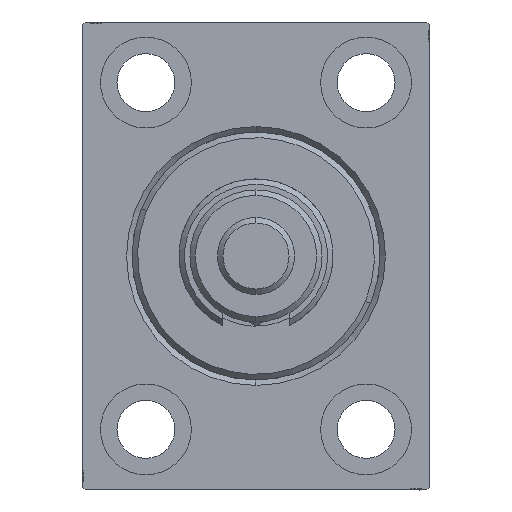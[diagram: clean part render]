
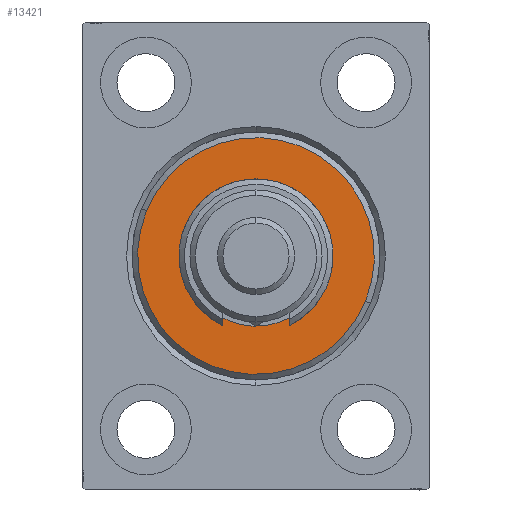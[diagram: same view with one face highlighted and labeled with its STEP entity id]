
A CAD part, left-side view. The second image highlights one B-rep face of the part: STEP entity #13421.
In plain terms, the highlighted face is planar.
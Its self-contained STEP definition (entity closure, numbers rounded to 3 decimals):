
#481 = AXIS2_PLACEMENT_3D ( 'NONE', #11230, #25815, #40354 ) ;
#877 = CIRCLE ( 'NONE', #26824, 21.5 ) ;
#1378 = AXIS2_PLACEMENT_3D ( 'NONE', #10677, #7331, #14954 ) ;
#3261 = CARTESIAN_POINT ( 'NONE',  ( 3., 0., -12.75 ) ) ;
#4009 = CIRCLE ( 'NONE', #20796, 12.75 ) ;
#6024 = ORIENTED_EDGE ( 'NONE', *, *, #39204, .T. ) ;
#7331 = DIRECTION ( 'NONE',  ( 1., 0., 0. ) ) ;
#7335 = EDGE_CURVE ( 'NONE', #28755, #27702, #877, .T. ) ;
#9038 = FACE_BOUND ( 'NONE', #17648, .T. ) ;
#9591 = EDGE_CURVE ( 'NONE', #38589, #21483, #4009, .T. ) ;
#10677 = CARTESIAN_POINT ( 'NONE',  ( 3., 0., 0. ) ) ;
#10885 = CARTESIAN_POINT ( 'NONE',  ( 3., 0., 21.5 ) ) ;
#11230 = CARTESIAN_POINT ( 'NONE',  ( 3., 0., 0. ) ) ;
#12862 = DIRECTION ( 'NONE',  ( 1., 0., 0. ) ) ;
#13421 = ADVANCED_FACE ( 'NONE', ( #34823, #9038 ), #45569, .T. ) ;
#14954 = DIRECTION ( 'NONE',  ( 0., 0., -1. ) ) ;
#17648 = EDGE_LOOP ( 'NONE', ( #33694, #36761 ) ) ;
#18700 = DIRECTION ( 'NONE',  ( 0., 0., -1. ) ) ;
#20052 = AXIS2_PLACEMENT_3D ( 'NONE', #42212, #12862, #23857 ) ;
#20796 = AXIS2_PLACEMENT_3D ( 'NONE', #46190, #21608, #43071 ) ;
#21483 = VERTEX_POINT ( 'NONE', #3261 ) ;
#21608 = DIRECTION ( 'NONE',  ( -1., 0., 0. ) ) ;
#23857 = DIRECTION ( 'NONE',  ( 0., 0., -1. ) ) ;
#25815 = DIRECTION ( 'NONE',  ( -1., 0., 0. ) ) ;
#26395 = EDGE_CURVE ( 'NONE', #21483, #38589, #34780, .T. ) ;
#26824 = AXIS2_PLACEMENT_3D ( 'NONE', #29682, #44692, #18700 ) ;
#27426 = CARTESIAN_POINT ( 'NONE',  ( 3., 0., -21.5 ) ) ;
#27702 = VERTEX_POINT ( 'NONE', #27426 ) ;
#28755 = VERTEX_POINT ( 'NONE', #10885 ) ;
#29049 = ORIENTED_EDGE ( 'NONE', *, *, #7335, .T. ) ;
#29682 = CARTESIAN_POINT ( 'NONE',  ( 3., 0., 0. ) ) ;
#33694 = ORIENTED_EDGE ( 'NONE', *, *, #9591, .T. ) ;
#34780 = CIRCLE ( 'NONE', #481, 12.75 ) ;
#34823 = FACE_OUTER_BOUND ( 'NONE', #38817, .T. ) ;
#36761 = ORIENTED_EDGE ( 'NONE', *, *, #26395, .T. ) ;
#37316 = CARTESIAN_POINT ( 'NONE',  ( 3., 0., 12.75 ) ) ;
#38589 = VERTEX_POINT ( 'NONE', #37316 ) ;
#38817 = EDGE_LOOP ( 'NONE', ( #29049, #6024 ) ) ;
#39204 = EDGE_CURVE ( 'NONE', #27702, #28755, #41022, .T. ) ;
#40354 = DIRECTION ( 'NONE',  ( 0., 0., -1. ) ) ;
#41022 = CIRCLE ( 'NONE', #1378, 21.5 ) ;
#42212 = CARTESIAN_POINT ( 'NONE',  ( 3., 0., 0. ) ) ;
#43071 = DIRECTION ( 'NONE',  ( 0., 0., -1. ) ) ;
#44692 = DIRECTION ( 'NONE',  ( 1., 0., 0. ) ) ;
#45569 = PLANE ( 'NONE',  #20052 ) ;
#46190 = CARTESIAN_POINT ( 'NONE',  ( 3., 0., 0. ) ) ;
